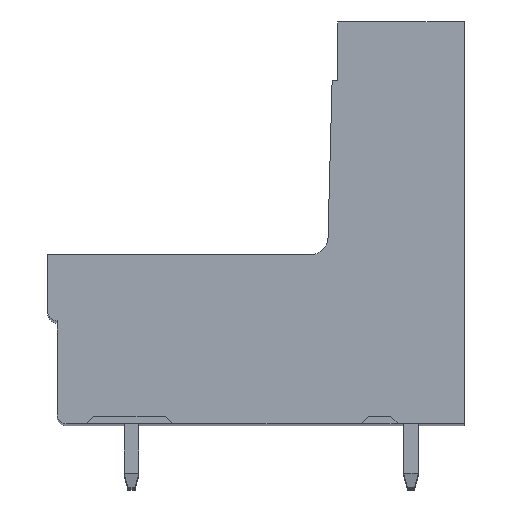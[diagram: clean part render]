
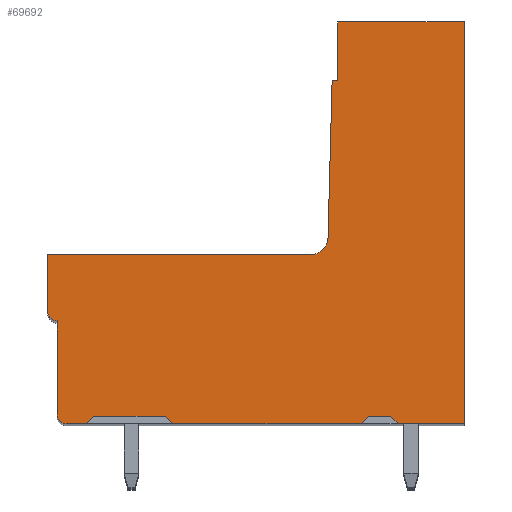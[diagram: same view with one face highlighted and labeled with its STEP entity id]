
A CAD part, top view. The second image highlights one B-rep face of the part: STEP entity #69692.
In plain terms, the highlighted planar face has unit normal (0, 0, 1).
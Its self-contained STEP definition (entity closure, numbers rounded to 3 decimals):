
#1837=DIRECTION('',(0.,1.,0.));
#1838=VECTOR('',#1837,21.9);
#1839=CARTESIAN_POINT('',(0.006,0.,
-58.863));
#1840=LINE('',#1839,#1838);
#10524=DIRECTION('',(0.,-1.,0.));
#10525=VECTOR('',#10524,5.1);
#10526=CARTESIAN_POINT('',(-22.194,5.6,-58.863));
#10527=LINE('',#10526,#10525);
#17706=DIRECTION('',(-1.,0.,0.));
#17707=VECTOR('',#17706,0.3);
#17708=CARTESIAN_POINT('',(-6.894,18.7,-58.863));
#17709=LINE('',#17708,#17707);
#17714=DIRECTION('',(0.,-1.,0.));
#17715=VECTOR('',#17714,3.2);
#17716=CARTESIAN_POINT('',(-6.894,21.9,-58.863));
#17717=LINE('',#17716,#17715);
#24846=DIRECTION('',(-1.,0.,0.));
#24847=VECTOR('',#24846,10.3);
#24848=CARTESIAN_POINT('',(-5.594,0.,
-58.863));
#24849=LINE('',#24848,#24847);
#24850=DIRECTION('',(-0.707,0.707,0.));
#24851=VECTOR('',#24850,0.566);
#24852=CARTESIAN_POINT('',(-15.894,0.,
-58.863));
#24853=LINE('',#24852,#24851);
#24854=DIRECTION('',(-1.,0.,0.));
#24855=VECTOR('',#24854,3.9);
#24856=CARTESIAN_POINT('',(-16.294,0.4,
-58.863));
#24857=LINE('',#24856,#24855);
#24858=DIRECTION('',(-1.,0.,0.));
#24859=VECTOR('',#24858,1.1);
#24860=CARTESIAN_POINT('',(-20.594,0.,
-58.863));
#24861=LINE('',#24860,#24859);
#24862=CARTESIAN_POINT('',(-21.694,0.5,-58.863));
#24863=DIRECTION('',(0.,0.,-1.));
#24864=DIRECTION('',(0.,-1.,0.));
#24865=AXIS2_PLACEMENT_3D('',#24862,#24863,#24864);
#24867=CARTESIAN_POINT('',(-22.194,6.1,-58.863));
#24868=DIRECTION('',(0.,0.,-1.));
#24869=DIRECTION('',(0.,-1.,0.));
#24870=AXIS2_PLACEMENT_3D('',#24867,#24868,#24869);
#24872=DIRECTION('',(0.,1.,0.));
#24873=VECTOR('',#24872,3.1);
#24874=CARTESIAN_POINT('',(-22.694,6.1,
-58.863));
#24875=LINE('',#24874,#24873);
#24876=DIRECTION('',(1.,0.,0.));
#24877=VECTOR('',#24876,14.277);
#24878=CARTESIAN_POINT('',(-22.694,9.2,-58.863));
#24879=LINE('',#24878,#24877);
#24880=CARTESIAN_POINT('',(-8.417,10.2,-58.863));
#24881=DIRECTION('',(0.,0.,1.));
#24882=DIRECTION('',(0.,-1.,0.));
#24883=AXIS2_PLACEMENT_3D('',#24880,#24881,#24882);
#24885=DIRECTION('',(0.026,1.,0.));
#24886=VECTOR('',#24885,8.529);
#24887=CARTESIAN_POINT('',(-7.417,10.174,
-58.863));
#24888=LINE('',#24887,#24886);
#24889=DIRECTION('',(1.,0.,0.));
#24890=VECTOR('',#24889,6.9);
#24891=CARTESIAN_POINT('',(-6.894,21.9,-58.863));
#24892=LINE('',#24891,#24890);
#24893=DIRECTION('',(-1.,0.,0.));
#24894=VECTOR('',#24893,3.6);
#24895=CARTESIAN_POINT('',(0.006,0.,
-58.863));
#24896=LINE('',#24895,#24894);
#24897=DIRECTION('',(-0.707,0.707,0.));
#24898=VECTOR('',#24897,0.566);
#24899=CARTESIAN_POINT('',(-3.594,0.,
-58.863));
#24900=LINE('',#24899,#24898);
#24901=DIRECTION('',(-0.707,-0.707,0.));
#24902=VECTOR('',#24901,0.566);
#24903=CARTESIAN_POINT('',(-5.194,0.4,
-58.863));
#24904=LINE('',#24903,#24902);
#24921=DIRECTION('',(-0.707,-0.707,0.));
#24922=VECTOR('',#24921,0.566);
#24923=CARTESIAN_POINT('',(-20.194,0.4,
-58.863));
#24924=LINE('',#24923,#24922);
#24957=DIRECTION('',(1.,0.,0.));
#24958=VECTOR('',#24957,1.2);
#24959=CARTESIAN_POINT('',(-5.194,0.4,
-58.863));
#24960=LINE('',#24959,#24958);
#25636=CARTESIAN_POINT('',(-5.594,0.,
-58.863));
#25638=VERTEX_POINT('',#25636);
#25642=CARTESIAN_POINT('',(-3.594,0.,
-58.863));
#25643=VERTEX_POINT('',#25642);
#25759=CARTESIAN_POINT('',(-16.294,0.4,
-58.863));
#25760=VERTEX_POINT('',#25759);
#25761=CARTESIAN_POINT('',(-7.417,10.174,
-58.863));
#25762=CARTESIAN_POINT('',(-7.194,18.7,-58.863));
#25763=VERTEX_POINT('',#25761);
#25764=VERTEX_POINT('',#25762);
#25765=CARTESIAN_POINT('',(-6.894,18.7,-58.863));
#25766=VERTEX_POINT('',#25765);
#25767=CARTESIAN_POINT('',(-6.894,21.9,-58.863));
#25768=VERTEX_POINT('',#25767);
#25769=CARTESIAN_POINT('',(-3.994,0.4,
-58.863));
#25770=VERTEX_POINT('',#25769);
#25771=CARTESIAN_POINT('',(-5.194,0.4,
-58.863));
#25772=VERTEX_POINT('',#25771);
#25777=CARTESIAN_POINT('',(-21.694,0.,-58.863));
#25778=CARTESIAN_POINT('',(-22.194,0.5,
-58.863));
#25779=VERTEX_POINT('',#25777);
#25780=VERTEX_POINT('',#25778);
#25781=CARTESIAN_POINT('',(-22.194,5.6,-58.863));
#25782=VERTEX_POINT('',#25781);
#25783=CARTESIAN_POINT('',(-22.694,6.1,
-58.863));
#25784=VERTEX_POINT('',#25783);
#25785=CARTESIAN_POINT('',(-22.694,9.2,-58.863));
#25786=VERTEX_POINT('',#25785);
#26035=CARTESIAN_POINT('',(0.006,0.,
-58.863));
#26036=CARTESIAN_POINT('',(0.006,21.9,-58.863));
#26037=VERTEX_POINT('',#26035);
#26038=VERTEX_POINT('',#26036);
#26039=CARTESIAN_POINT('',(-20.194,0.4,
-58.863));
#26040=CARTESIAN_POINT('',(-20.594,0.,
-58.863));
#26041=VERTEX_POINT('',#26039);
#26042=VERTEX_POINT('',#26040);
#26043=CARTESIAN_POINT('',(-15.894,0.,
-58.863));
#26044=VERTEX_POINT('',#26043);
#26045=CARTESIAN_POINT('',(-8.417,9.2,-58.863));
#26046=VERTEX_POINT('',#26045);
#69659=CARTESIAN_POINT('',(-21.694,0.5,
-58.863));
#69660=DIRECTION('',(0.,0.,-1.));
#69661=DIRECTION('',(-1.,0.,0.));
#69662=AXIS2_PLACEMENT_3D('',#69659,#69660,#69661);
#69663=PLANE('',#69662);
#69664=ORIENTED_EDGE('',*,*,#43240,.T.);
#69666=ORIENTED_EDGE('',*,*,#69665,.T.);
#69668=ORIENTED_EDGE('',*,*,#69667,.T.);
#69670=ORIENTED_EDGE('',*,*,#69669,.T.);
#69671=ORIENTED_EDGE('',*,*,#43232,.T.);
#69672=ORIENTED_EDGE('',*,*,#48103,.T.);
#69673=ORIENTED_EDGE('',*,*,#48118,.F.);
#69674=ORIENTED_EDGE('',*,*,#48133,.T.);
#69675=ORIENTED_EDGE('',*,*,#48148,.T.);
#69676=ORIENTED_EDGE('',*,*,#48163,.T.);
#69677=ORIENTED_EDGE('',*,*,#59086,.T.);
#69678=ORIENTED_EDGE('',*,*,#59101,.T.);
#69679=ORIENTED_EDGE('',*,*,#59116,.F.);
#69680=ORIENTED_EDGE('',*,*,#59131,.F.);
#69681=ORIENTED_EDGE('',*,*,#59145,.T.);
#69682=ORIENTED_EDGE('',*,*,#34730,.F.);
#69683=ORIENTED_EDGE('',*,*,#43248,.T.);
#69685=ORIENTED_EDGE('',*,*,#69684,.T.);
#69687=ORIENTED_EDGE('',*,*,#69686,.F.);
#69689=ORIENTED_EDGE('',*,*,#69688,.T.);
#69690=EDGE_LOOP('',(#69664,#69666,#69668,#69670,#69671,#69672,#69673,#69674,
#69675,#69676,#69677,#69678,#69679,#69680,#69681,#69682,#69683,#69685,#69687,
#69689));
#69691=FACE_OUTER_BOUND('',#69690,.F.);
#69692=ADVANCED_FACE('',(#69691),#69663,.F.);
#24866=CIRCLE('',#24865,0.5);
#24871=CIRCLE('',#24870,0.5);
#24884=CIRCLE('',#24883,1.);
#34730=EDGE_CURVE('',#26037,#26038,#1840,.T.);
#43232=EDGE_CURVE('',#26042,#25779,#24861,.T.);
#43240=EDGE_CURVE('',#25638,#26044,#24849,.T.);
#43248=EDGE_CURVE('',#26037,#25643,#24896,.T.);
#48103=EDGE_CURVE('',#25779,#25780,#24866,.T.);
#48118=EDGE_CURVE('',#25782,#25780,#10527,.T.);
#48133=EDGE_CURVE('',#25782,#25784,#24871,.T.);
#48148=EDGE_CURVE('',#25784,#25786,#24875,.T.);
#48163=EDGE_CURVE('',#25786,#26046,#24879,.T.);
#59086=EDGE_CURVE('',#26046,#25763,#24884,.T.);
#59101=EDGE_CURVE('',#25763,#25764,#24888,.T.);
#59116=EDGE_CURVE('',#25766,#25764,#17709,.T.);
#59131=EDGE_CURVE('',#25768,#25766,#17717,.T.);
#59145=EDGE_CURVE('',#25768,#26038,#24892,.T.);
#69665=EDGE_CURVE('',#26044,#25760,#24853,.T.);
#69667=EDGE_CURVE('',#25760,#26041,#24857,.T.);
#69669=EDGE_CURVE('',#26041,#26042,#24924,.T.);
#69684=EDGE_CURVE('',#25643,#25770,#24900,.T.);
#69686=EDGE_CURVE('',#25772,#25770,#24960,.T.);
#69688=EDGE_CURVE('',#25772,#25638,#24904,.T.);
